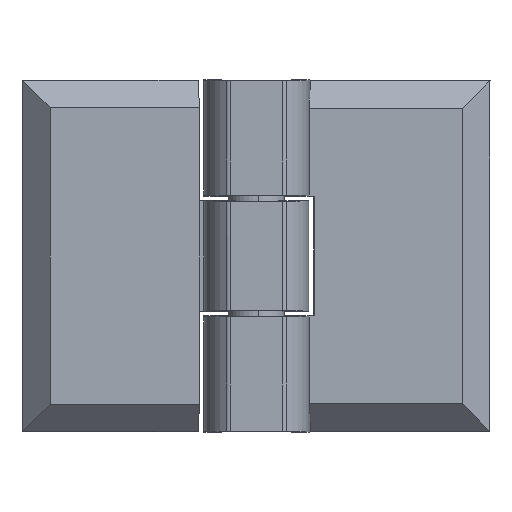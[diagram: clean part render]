
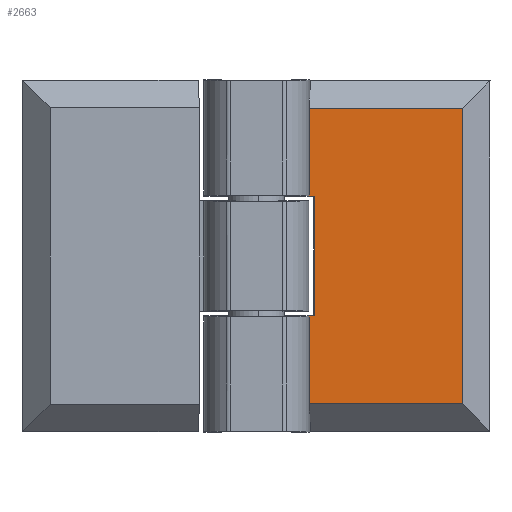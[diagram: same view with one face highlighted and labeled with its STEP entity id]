
A CAD part, top view. The second image highlights one B-rep face of the part: STEP entity #2663.
In plain terms, the highlighted planar face has unit normal (0, 0, 1).
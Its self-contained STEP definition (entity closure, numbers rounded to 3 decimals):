
#92 = DIRECTION ( 'NONE',  ( 0., 1., 0. ) ) ;
#763 = LINE ( 'NONE', #7423, #6782 ) ;
#825 = DIRECTION ( 'NONE',  ( 1., 0., 0. ) ) ;
#898 = VECTOR ( 'NONE', #3386, 1000. ) ;
#1098 = CARTESIAN_POINT ( 'NONE',  ( -35.768, 18.738, 20.658 ) ) ;
#1229 = LINE ( 'NONE', #1098, #898 ) ;
#1344 = VERTEX_POINT ( 'NONE', #7729 ) ;
#1384 = CARTESIAN_POINT ( 'NONE',  ( -12.999, 0.438, 20.658 ) ) ;
#1533 = CARTESIAN_POINT ( 'NONE',  ( -25.728, 0.438, 20.658 ) ) ;
#1561 = ORIENTED_EDGE ( 'NONE', *, *, #12861, .F. ) ;
#1693 = VECTOR ( 'NONE', #4801, 1000. ) ;
#1830 = DIRECTION ( 'NONE',  ( 0., 0., 1. ) ) ;
#2024 = ORIENTED_EDGE ( 'NONE', *, *, #9903, .T. ) ;
#2113 = ORIENTED_EDGE ( 'NONE', *, *, #5499, .F. ) ;
#2663 = ADVANCED_FACE ( 'NONE', ( #10522 ), #7276, .T. ) ;
#2787 = VERTEX_POINT ( 'NONE', #3743 ) ;
#3386 = DIRECTION ( 'NONE',  ( -1., 0., 0. ) ) ;
#3397 = LINE ( 'NONE', #1384, #10485 ) ;
#3401 = VECTOR ( 'NONE', #92, 1000. ) ;
#3743 = CARTESIAN_POINT ( 'NONE',  ( -26.162, 8.458, 20.658 ) ) ;
#3913 = VERTEX_POINT ( 'NONE', #4528 ) ;
#4063 = CARTESIAN_POINT ( 'NONE',  ( -26.162, 0.938, 20.658 ) ) ;
#4309 = EDGE_LOOP ( 'NONE', ( #11854, #7926, #8369, #2024, #2113, #1561, #7786, #11101 ) ) ;
#4528 = CARTESIAN_POINT ( 'NONE',  ( -12.999, 0.938, 20.658 ) ) ;
#4593 = DIRECTION ( 'NONE',  ( 0., 1., 0. ) ) ;
#4755 = CARTESIAN_POINT ( 'NONE',  ( -26.162, 26.258, 20.658 ) ) ;
#4801 = DIRECTION ( 'NONE',  ( 0., -1., 0. ) ) ;
#5384 = VERTEX_POINT ( 'NONE', #8056 ) ;
#5499 = EDGE_CURVE ( 'NONE', #2787, #1344, #5872, .T. ) ;
#5542 = VERTEX_POINT ( 'NONE', #10529 ) ;
#5728 = VECTOR ( 'NONE', #11630, 1000. ) ;
#5759 = VERTEX_POINT ( 'NONE', #9949 ) ;
#5872 = LINE ( 'NONE', #13731, #9649 ) ;
#6062 = CARTESIAN_POINT ( 'NONE',  ( -26.162, 18.238, 20.658 ) ) ;
#6218 = DIRECTION ( 'NONE',  ( 1., 0., 0. ) ) ;
#6349 = LINE ( 'NONE', #6062, #8354 ) ;
#6602 = CARTESIAN_POINT ( 'NONE',  ( -26.162, 0.438, 20.658 ) ) ;
#6782 = VECTOR ( 'NONE', #11592, 1000. ) ;
#6843 = EDGE_CURVE ( 'NONE', #8200, #3913, #10426, .T. ) ;
#6936 = VERTEX_POINT ( 'NONE', #4755 ) ;
#7276 = PLANE ( 'NONE',  #10317 ) ;
#7423 = CARTESIAN_POINT ( 'NONE',  ( -12.999, 26.258, 20.658 ) ) ;
#7729 = CARTESIAN_POINT ( 'NONE',  ( -25.728, 8.458, 20.658 ) ) ;
#7786 = ORIENTED_EDGE ( 'NONE', *, *, #6843, .T. ) ;
#7926 = ORIENTED_EDGE ( 'NONE', *, *, #13628, .T. ) ;
#8056 = CARTESIAN_POINT ( 'NONE',  ( -12.999, 26.258, 20.658 ) ) ;
#8200 = VERTEX_POINT ( 'NONE', #4063 ) ;
#8354 = VECTOR ( 'NONE', #9588, 1000. ) ;
#8369 = ORIENTED_EDGE ( 'NONE', *, *, #13736, .F. ) ;
#8572 = LINE ( 'NONE', #6602, #3401 ) ;
#8767 = EDGE_CURVE ( 'NONE', #3913, #5384, #3397, .T. ) ;
#9588 = DIRECTION ( 'NONE',  ( 0., -1., 0. ) ) ;
#9649 = VECTOR ( 'NONE', #6218, 1000. ) ;
#9903 = EDGE_CURVE ( 'NONE', #5542, #1344, #10440, .T. ) ;
#9949 = CARTESIAN_POINT ( 'NONE',  ( -26.162, 18.738, 20.658 ) ) ;
#10317 = AXIS2_PLACEMENT_3D ( 'NONE', #11588, #1830, #825 ) ;
#10426 = LINE ( 'NONE', #12691, #5728 ) ;
#10440 = LINE ( 'NONE', #1533, #1693 ) ;
#10485 = VECTOR ( 'NONE', #4593, 1000. ) ;
#10522 = FACE_OUTER_BOUND ( 'NONE', #4309, .T. ) ;
#10529 = CARTESIAN_POINT ( 'NONE',  ( -25.728, 18.738, 20.658 ) ) ;
#11101 = ORIENTED_EDGE ( 'NONE', *, *, #8767, .T. ) ;
#11588 = CARTESIAN_POINT ( 'NONE',  ( -26.768, 0.438, 20.658 ) ) ;
#11592 = DIRECTION ( 'NONE',  ( -1., 0., 0. ) ) ;
#11630 = DIRECTION ( 'NONE',  ( 1., 0., 0. ) ) ;
#11774 = EDGE_CURVE ( 'NONE', #5384, #6936, #763, .T. ) ;
#11854 = ORIENTED_EDGE ( 'NONE', *, *, #11774, .T. ) ;
#12691 = CARTESIAN_POINT ( 'NONE',  ( -26.262, 0.938, 20.658 ) ) ;
#12861 = EDGE_CURVE ( 'NONE', #8200, #2787, #8572, .T. ) ;
#13628 = EDGE_CURVE ( 'NONE', #6936, #5759, #6349, .T. ) ;
#13731 = CARTESIAN_POINT ( 'NONE',  ( -35.768, 8.458, 20.658 ) ) ;
#13736 = EDGE_CURVE ( 'NONE', #5542, #5759, #1229, .T. ) ;
